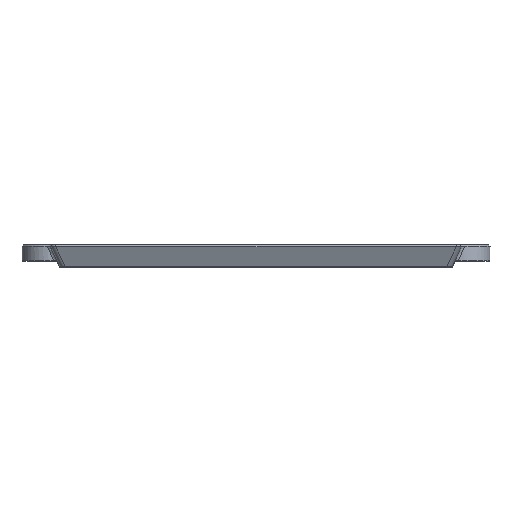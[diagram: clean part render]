
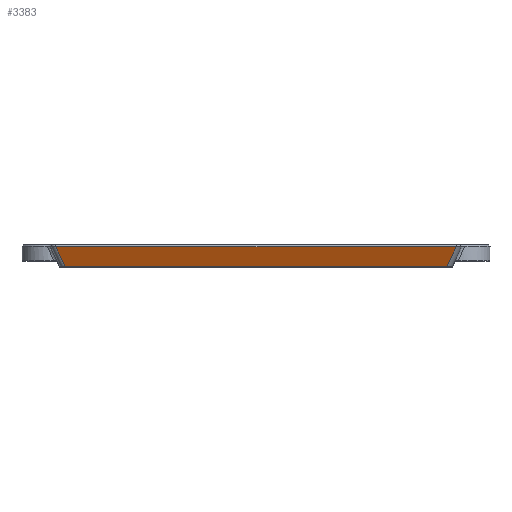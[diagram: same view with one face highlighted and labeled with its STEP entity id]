
A CAD part, top view. The second image highlights one B-rep face of the part: STEP entity #3383.
In plain terms, the highlighted planar face has unit normal (0, -0.423, 0.906).
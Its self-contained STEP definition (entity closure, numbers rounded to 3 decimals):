
#1218 = CARTESIAN_POINT ( 'NONE',  ( -64.937, 0., 53.75 ) ) ;
#1915 = CARTESIAN_POINT ( 'NONE',  ( 68.103, 6.789, 56.916 ) ) ;
#1962 = EDGE_CURVE ( 'NONE', #20115, #23001, #8338, .T. ) ;
#2699 = VECTOR ( 'NONE', #15710, 1000. ) ;
#3383 = ADVANCED_FACE ( 'NONE', ( #22045 ), #12516, .T. ) ;
#3608 = CARTESIAN_POINT ( 'NONE',  ( -66.75, 6.789, 56.916 ) ) ;
#6999 = VECTOR ( 'NONE', #19150, 1000. ) ;
#7560 = CARTESIAN_POINT ( 'NONE',  ( 64.937, 0., 53.75 ) ) ;
#7758 = VERTEX_POINT ( 'NONE', #1915 ) ;
#8338 = LINE ( 'NONE', #23203, #2699 ) ;
#9705 = CARTESIAN_POINT ( 'NONE',  ( -68.103, 6.789, 56.916 ) ) ;
#9854 = CARTESIAN_POINT ( 'NONE',  ( 44.981, -42.796, 33.794 ) ) ;
#10783 = LINE ( 'NONE', #19943, #11778 ) ;
#10909 = DIRECTION ( 'NONE',  ( 1., 0., 0. ) ) ;
#11066 = EDGE_CURVE ( 'NONE', #23397, #7758, #14818, .T. ) ;
#11778 = VECTOR ( 'NONE', #10909, 1000. ) ;
#12516 = PLANE ( 'NONE',  #18926 ) ;
#12672 = EDGE_CURVE ( 'NONE', #23001, #23397, #10783, .T. ) ;
#14790 = CARTESIAN_POINT ( 'NONE',  ( -66.75, 0., 53.75 ) ) ;
#14818 = LINE ( 'NONE', #9854, #6999 ) ;
#15551 = ORIENTED_EDGE ( 'NONE', *, *, #23434, .T. ) ;
#15710 = DIRECTION ( 'NONE',  ( 0.389, -0.835, -0.389 ) ) ;
#16061 = ORIENTED_EDGE ( 'NONE', *, *, #11066, .T. ) ;
#16731 = VECTOR ( 'NONE', #20230, 1000. ) ;
#18425 = ORIENTED_EDGE ( 'NONE', *, *, #1962, .T. ) ;
#18926 = AXIS2_PLACEMENT_3D ( 'NONE', #14790, #22154, #19866 ) ;
#19150 = DIRECTION ( 'NONE',  ( 0.389, 0.835, 0.389 ) ) ;
#19866 = DIRECTION ( 'NONE',  ( 0., -0.906, -0.423 ) ) ;
#19943 = CARTESIAN_POINT ( 'NONE',  ( -66.75, 0., 53.75 ) ) ;
#20115 = VERTEX_POINT ( 'NONE', #9705 ) ;
#20230 = DIRECTION ( 'NONE',  ( -1., 0., 0. ) ) ;
#21013 = EDGE_LOOP ( 'NONE', ( #16061, #15551, #18425, #21501 ) ) ;
#21501 = ORIENTED_EDGE ( 'NONE', *, *, #12672, .T. ) ;
#22045 = FACE_OUTER_BOUND ( 'NONE', #21013, .T. ) ;
#22154 = DIRECTION ( 'NONE',  ( 0., -0.423, 0.906 ) ) ;
#22410 = LINE ( 'NONE', #3608, #16731 ) ;
#23001 = VERTEX_POINT ( 'NONE', #1218 ) ;
#23203 = CARTESIAN_POINT ( 'NONE',  ( -65.212, 0.589, 54.025 ) ) ;
#23397 = VERTEX_POINT ( 'NONE', #7560 ) ;
#23434 = EDGE_CURVE ( 'NONE', #7758, #20115, #22410, .T. ) ;
